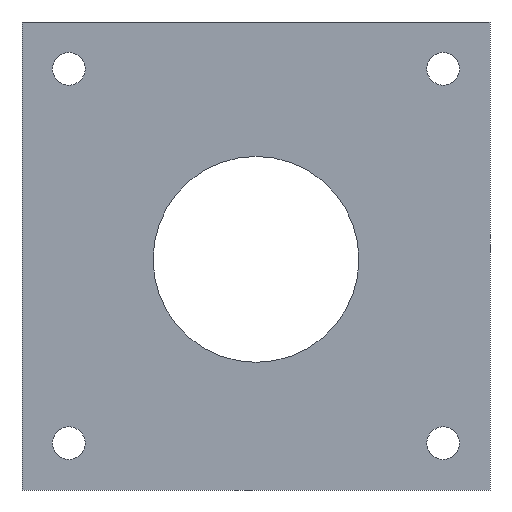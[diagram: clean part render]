
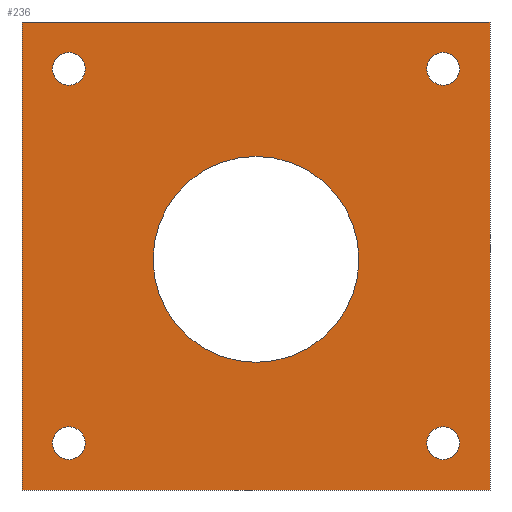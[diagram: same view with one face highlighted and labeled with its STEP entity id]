
A CAD part, front view. The second image highlights one B-rep face of the part: STEP entity #236.
In plain terms, the highlighted planar face has unit normal (0, -1, 0).
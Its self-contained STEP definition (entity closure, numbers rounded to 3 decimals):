
#3 = DIRECTION ( 'NONE',  ( 1., 0., 0. ) ) ;
#4 = VERTEX_POINT ( 'NONE', #148 ) ;
#14 = EDGE_CURVE ( 'NONE', #225, #157, #220, .T. ) ;
#15 = EDGE_CURVE ( 'NONE', #565, #528, #519, .T. ) ;
#16 = DIRECTION ( 'NONE',  ( 0., 0., -1. ) ) ;
#17 = DIRECTION ( 'NONE',  ( 1., 0., 0. ) ) ;
#18 = ORIENTED_EDGE ( 'NONE', *, *, #396, .F. ) ;
#20 = DIRECTION ( 'NONE',  ( 0., 0., -1. ) ) ;
#27 = DIRECTION ( 'NONE',  ( 0., 0., -1. ) ) ;
#28 = CARTESIAN_POINT ( 'NONE',  ( 20., 0., -17.888 ) ) ;
#31 = CARTESIAN_POINT ( 'NONE',  ( -25., 0., -24.638 ) ) ;
#34 = EDGE_CURVE ( 'NONE', #214, #289, #584, .T. ) ;
#37 = DIRECTION ( 'NONE',  ( 0., 0., -1. ) ) ;
#39 = CIRCLE ( 'NONE', #272, 11. ) ;
#49 = EDGE_LOOP ( 'NONE', ( #596, #331 ) ) ;
#50 = DIRECTION ( 'NONE',  ( 0., -1., 0. ) ) ;
#59 = EDGE_CURVE ( 'NONE', #289, #60, #347, .T. ) ;
#60 = VERTEX_POINT ( 'NONE', #273 ) ;
#63 = CARTESIAN_POINT ( 'NONE',  ( -20., 0., 18.612 ) ) ;
#85 = DIRECTION ( 'NONE',  ( 0., -1., 0. ) ) ;
#90 = CIRCLE ( 'NONE', #559, 1.75 ) ;
#93 = DIRECTION ( 'NONE',  ( 0., 0., -1. ) ) ;
#94 = EDGE_LOOP ( 'NONE', ( #109, #462 ) ) ;
#96 = PLANE ( 'NONE',  #595 ) ;
#101 = EDGE_CURVE ( 'NONE', #157, #225, #536, .T. ) ;
#102 = EDGE_CURVE ( 'NONE', #244, #265, #90, .T. ) ;
#108 = EDGE_LOOP ( 'NONE', ( #237, #389 ) ) ;
#109 = ORIENTED_EDGE ( 'NONE', *, *, #529, .F. ) ;
#110 = AXIS2_PLACEMENT_3D ( 'NONE', #334, #393, #20 ) ;
#123 = CIRCLE ( 'NONE', #578, 11. ) ;
#124 = DIRECTION ( 'NONE',  ( 0., 0., -1. ) ) ;
#126 = CARTESIAN_POINT ( 'NONE',  ( 0., 0., 0. ) ) ;
#127 = ORIENTED_EDGE ( 'NONE', *, *, #14, .F. ) ;
#129 = CARTESIAN_POINT ( 'NONE',  ( 20., 0., 20.362 ) ) ;
#134 = CARTESIAN_POINT ( 'NONE',  ( 20., 0., -19.638 ) ) ;
#142 = FACE_BOUND ( 'NONE', #94, .T. ) ;
#148 = CARTESIAN_POINT ( 'NONE',  ( 0., 0., 11. ) ) ;
#149 = EDGE_CURVE ( 'NONE', #4, #350, #39, .T. ) ;
#151 = CARTESIAN_POINT ( 'NONE',  ( -20., 0., -21.388 ) ) ;
#155 = CARTESIAN_POINT ( 'NONE',  ( 20., 0., 20.362 ) ) ;
#157 = VERTEX_POINT ( 'NONE', #602 ) ;
#160 = DIRECTION ( 'NONE',  ( 0., 0., 1. ) ) ;
#175 = DIRECTION ( 'NONE',  ( 0., -1., 0. ) ) ;
#185 = FACE_OUTER_BOUND ( 'NONE', #563, .T. ) ;
#191 = LINE ( 'NONE', #195, #324 ) ;
#192 = AXIS2_PLACEMENT_3D ( 'NONE', #428, #253, #16 ) ;
#193 = ORIENTED_EDGE ( 'NONE', *, *, #580, .F. ) ;
#195 = CARTESIAN_POINT ( 'NONE',  ( -25., 0., 25.362 ) ) ;
#204 = ORIENTED_EDGE ( 'NONE', *, *, #59, .T. ) ;
#208 = AXIS2_PLACEMENT_3D ( 'NONE', #155, #480, #258 ) ;
#214 = VERTEX_POINT ( 'NONE', #31 ) ;
#220 = CIRCLE ( 'NONE', #208, 1.75 ) ;
#223 = DIRECTION ( 'NONE',  ( 0., 0., -1. ) ) ;
#224 = CARTESIAN_POINT ( 'NONE',  ( -20., 0., -17.888 ) ) ;
#225 = VERTEX_POINT ( 'NONE', #368 ) ;
#236 = ADVANCED_FACE ( 'NONE', ( #459, #561, #323, #142, #514, #185 ), #96, .T. ) ;
#237 = ORIENTED_EDGE ( 'NONE', *, *, #311, .F. ) ;
#244 = VERTEX_POINT ( 'NONE', #28 ) ;
#253 = DIRECTION ( 'NONE',  ( 0., -1., 0. ) ) ;
#258 = DIRECTION ( 'NONE',  ( 0., 0., -1. ) ) ;
#260 = DIRECTION ( 'NONE',  ( 0., -1., 0. ) ) ;
#265 = VERTEX_POINT ( 'NONE', #495 ) ;
#268 = DIRECTION ( 'NONE',  ( 0., -1., 0. ) ) ;
#270 = CARTESIAN_POINT ( 'NONE',  ( 20., 0., -19.638 ) ) ;
#272 = AXIS2_PLACEMENT_3D ( 'NONE', #357, #541, #124 ) ;
#273 = CARTESIAN_POINT ( 'NONE',  ( 25., 0., 25.362 ) ) ;
#280 = CARTESIAN_POINT ( 'NONE',  ( 0., 0., 0. ) ) ;
#284 = VECTOR ( 'NONE', #17, 1000. ) ;
#289 = VERTEX_POINT ( 'NONE', #359 ) ;
#310 = DIRECTION ( 'NONE',  ( 0., 0., 1. ) ) ;
#311 = EDGE_CURVE ( 'NONE', #265, #244, #439, .T. ) ;
#314 = DIRECTION ( 'NONE',  ( 0., -1., 0. ) ) ;
#317 = EDGE_CURVE ( 'NONE', #350, #4, #123, .T. ) ;
#322 = CARTESIAN_POINT ( 'NONE',  ( -25., 0., -24.638 ) ) ;
#323 = FACE_BOUND ( 'NONE', #328, .T. ) ;
#324 = VECTOR ( 'NONE', #3, 1000. ) ;
#328 = EDGE_LOOP ( 'NONE', ( #127, #537 ) ) ;
#331 = ORIENTED_EDGE ( 'NONE', *, *, #149, .F. ) ;
#334 = CARTESIAN_POINT ( 'NONE',  ( -20., 0., -19.638 ) ) ;
#343 = CARTESIAN_POINT ( 'NONE',  ( -20., 0., 22.112 ) ) ;
#347 = LINE ( 'NONE', #582, #472 ) ;
#348 = VERTEX_POINT ( 'NONE', #224 ) ;
#350 = VERTEX_POINT ( 'NONE', #607 ) ;
#353 = EDGE_CURVE ( 'NONE', #214, #355, #508, .T. ) ;
#355 = VERTEX_POINT ( 'NONE', #406 ) ;
#357 = CARTESIAN_POINT ( 'NONE',  ( 0., 0., 0. ) ) ;
#359 = CARTESIAN_POINT ( 'NONE',  ( 25., 0., -24.638 ) ) ;
#365 = DIRECTION ( 'NONE',  ( 0., 0., -1. ) ) ;
#368 = CARTESIAN_POINT ( 'NONE',  ( 20., 0., 18.612 ) ) ;
#381 = CARTESIAN_POINT ( 'NONE',  ( -20., 0., 20.362 ) ) ;
#389 = ORIENTED_EDGE ( 'NONE', *, *, #102, .F. ) ;
#392 = VERTEX_POINT ( 'NONE', #151 ) ;
#393 = DIRECTION ( 'NONE',  ( 0., -1., 0. ) ) ;
#394 = AXIS2_PLACEMENT_3D ( 'NONE', #129, #175, #223 ) ;
#396 = EDGE_CURVE ( 'NONE', #355, #60, #191, .T. ) ;
#406 = CARTESIAN_POINT ( 'NONE',  ( -25., 0., 25.362 ) ) ;
#411 = DIRECTION ( 'NONE',  ( 0., 0., -1. ) ) ;
#423 = ORIENTED_EDGE ( 'NONE', *, *, #441, .F. ) ;
#424 = DIRECTION ( 'NONE',  ( 0., -1., 0. ) ) ;
#428 = CARTESIAN_POINT ( 'NONE',  ( -20., 0., -19.638 ) ) ;
#438 = CARTESIAN_POINT ( 'NONE',  ( -20., 0., 20.362 ) ) ;
#439 = CIRCLE ( 'NONE', #566, 1.75 ) ;
#441 = EDGE_CURVE ( 'NONE', #392, #348, #571, .T. ) ;
#454 = CIRCLE ( 'NONE', #110, 1.75 ) ;
#459 = FACE_BOUND ( 'NONE', #108, .T. ) ;
#462 = ORIENTED_EDGE ( 'NONE', *, *, #15, .F. ) ;
#467 = VECTOR ( 'NONE', #310, 1000. ) ;
#472 = VECTOR ( 'NONE', #160, 1000. ) ;
#480 = DIRECTION ( 'NONE',  ( 0., -1., 0. ) ) ;
#495 = CARTESIAN_POINT ( 'NONE',  ( 20., 0., -21.388 ) ) ;
#496 = ORIENTED_EDGE ( 'NONE', *, *, #353, .F. ) ;
#500 = AXIS2_PLACEMENT_3D ( 'NONE', #381, #424, #524 ) ;
#508 = LINE ( 'NONE', #322, #467 ) ;
#514 = FACE_BOUND ( 'NONE', #49, .T. ) ;
#519 = CIRCLE ( 'NONE', #547, 1.75 ) ;
#522 = ORIENTED_EDGE ( 'NONE', *, *, #34, .T. ) ;
#524 = DIRECTION ( 'NONE',  ( 0., 0., -1. ) ) ;
#525 = CARTESIAN_POINT ( 'NONE',  ( -25., 0., -24.638 ) ) ;
#528 = VERTEX_POINT ( 'NONE', #63 ) ;
#529 = EDGE_CURVE ( 'NONE', #528, #565, #539, .T. ) ;
#536 = CIRCLE ( 'NONE', #394, 1.75 ) ;
#537 = ORIENTED_EDGE ( 'NONE', *, *, #101, .F. ) ;
#539 = CIRCLE ( 'NONE', #500, 1.75 ) ;
#541 = DIRECTION ( 'NONE',  ( 0., -1., 0. ) ) ;
#547 = AXIS2_PLACEMENT_3D ( 'NONE', #438, #260, #27 ) ;
#559 = AXIS2_PLACEMENT_3D ( 'NONE', #270, #314, #365 ) ;
#561 = FACE_BOUND ( 'NONE', #567, .T. ) ;
#563 = EDGE_LOOP ( 'NONE', ( #18, #496, #522, #204 ) ) ;
#565 = VERTEX_POINT ( 'NONE', #343 ) ;
#566 = AXIS2_PLACEMENT_3D ( 'NONE', #134, #268, #93 ) ;
#567 = EDGE_LOOP ( 'NONE', ( #193, #423 ) ) ;
#571 = CIRCLE ( 'NONE', #192, 1.75 ) ;
#578 = AXIS2_PLACEMENT_3D ( 'NONE', #126, #85, #37 ) ;
#580 = EDGE_CURVE ( 'NONE', #348, #392, #454, .T. ) ;
#582 = CARTESIAN_POINT ( 'NONE',  ( 25., 0., -24.638 ) ) ;
#584 = LINE ( 'NONE', #525, #284 ) ;
#595 = AXIS2_PLACEMENT_3D ( 'NONE', #280, #50, #411 ) ;
#596 = ORIENTED_EDGE ( 'NONE', *, *, #317, .F. ) ;
#602 = CARTESIAN_POINT ( 'NONE',  ( 20., 0., 22.112 ) ) ;
#607 = CARTESIAN_POINT ( 'NONE',  ( 0., 0., -11. ) ) ;
